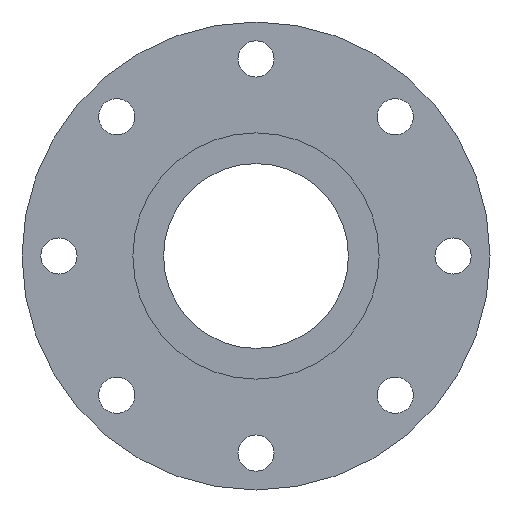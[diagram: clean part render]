
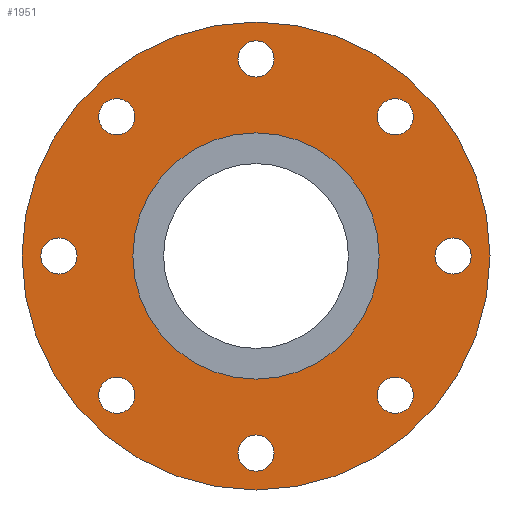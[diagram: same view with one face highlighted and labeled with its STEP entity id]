
A CAD part, left-side view. The second image highlights one B-rep face of the part: STEP entity #1951.
In plain terms, the highlighted planar face has unit normal (-1, 0, 0).
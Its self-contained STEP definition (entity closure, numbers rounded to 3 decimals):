
#276=PLANE('',#2168);
#373=FACE_BOUND('',#671,.T.);
#374=FACE_BOUND('',#672,.T.);
#375=FACE_BOUND('',#673,.T.);
#376=FACE_BOUND('',#674,.T.);
#377=FACE_BOUND('',#675,.T.);
#378=FACE_BOUND('',#676,.T.);
#379=FACE_BOUND('',#677,.T.);
#380=FACE_BOUND('',#678,.T.);
#381=FACE_BOUND('',#679,.T.);
#505=FACE_OUTER_BOUND('',#670,.T.);
#670=EDGE_LOOP('',(#1661));
#671=EDGE_LOOP('',(#1662));
#672=EDGE_LOOP('',(#1663));
#673=EDGE_LOOP('',(#1664));
#674=EDGE_LOOP('',(#1665));
#675=EDGE_LOOP('',(#1666));
#676=EDGE_LOOP('',(#1667));
#677=EDGE_LOOP('',(#1668));
#678=EDGE_LOOP('',(#1669));
#679=EDGE_LOOP('',(#1670));
#729=CIRCLE('',#2000,11.);
#730=CIRCLE('',#2002,11.);
#731=CIRCLE('',#2004,11.);
#732=CIRCLE('',#2006,11.);
#733=CIRCLE('',#2008,11.);
#734=CIRCLE('',#2010,11.);
#735=CIRCLE('',#2012,11.);
#739=CIRCLE('',#2019,11.);
#806=CIRCLE('',#2167,75.);
#807=CIRCLE('',#2169,142.5);
#836=VERTEX_POINT('',#2789);
#837=VERTEX_POINT('',#2792);
#838=VERTEX_POINT('',#2795);
#839=VERTEX_POINT('',#2798);
#840=VERTEX_POINT('',#2801);
#841=VERTEX_POINT('',#2804);
#842=VERTEX_POINT('',#2807);
#846=VERTEX_POINT('',#2818);
#985=VERTEX_POINT('',#3297);
#986=VERTEX_POINT('',#3300);
#1015=EDGE_CURVE('',#836,#836,#729,.T.);
#1016=EDGE_CURVE('',#837,#837,#730,.T.);
#1017=EDGE_CURVE('',#838,#838,#731,.T.);
#1018=EDGE_CURVE('',#839,#839,#732,.T.);
#1019=EDGE_CURVE('',#840,#840,#733,.T.);
#1020=EDGE_CURVE('',#841,#841,#734,.T.);
#1021=EDGE_CURVE('',#842,#842,#735,.T.);
#1025=EDGE_CURVE('',#846,#846,#739,.T.);
#1220=EDGE_CURVE('',#985,#985,#806,.T.);
#1221=EDGE_CURVE('',#986,#986,#807,.T.);
#1661=ORIENTED_EDGE('',*,*,#1221,.F.);
#1662=ORIENTED_EDGE('',*,*,#1015,.T.);
#1663=ORIENTED_EDGE('',*,*,#1016,.T.);
#1664=ORIENTED_EDGE('',*,*,#1017,.T.);
#1665=ORIENTED_EDGE('',*,*,#1018,.T.);
#1666=ORIENTED_EDGE('',*,*,#1019,.T.);
#1667=ORIENTED_EDGE('',*,*,#1020,.T.);
#1668=ORIENTED_EDGE('',*,*,#1021,.T.);
#1669=ORIENTED_EDGE('',*,*,#1025,.T.);
#1670=ORIENTED_EDGE('',*,*,#1220,.T.);
#1951=ADVANCED_FACE('',(#505,#373,#374,#375,#376,#377,#378,#379,#380,#381),
#276,.T.);
#2000=AXIS2_PLACEMENT_3D('',#2790,#2261,#2262);
#2002=AXIS2_PLACEMENT_3D('',#2793,#2265,#2266);
#2004=AXIS2_PLACEMENT_3D('',#2796,#2269,#2270);
#2006=AXIS2_PLACEMENT_3D('',#2799,#2273,#2274);
#2008=AXIS2_PLACEMENT_3D('',#2802,#2277,#2278);
#2010=AXIS2_PLACEMENT_3D('',#2805,#2281,#2282);
#2012=AXIS2_PLACEMENT_3D('',#2808,#2285,#2286);
#2019=AXIS2_PLACEMENT_3D('',#2819,#2299,#2300);
#2167=AXIS2_PLACEMENT_3D('',#3298,#2691,#2692);
#2168=AXIS2_PLACEMENT_3D('',#3299,#2693,#2694);
#2169=AXIS2_PLACEMENT_3D('',#3301,#2695,#2696);
#2261=DIRECTION('center_axis',(1.,0.,0.));
#2262=DIRECTION('ref_axis',(0.,-0.707,-0.707));
#2265=DIRECTION('center_axis',(1.,0.,0.));
#2266=DIRECTION('ref_axis',(0.,-1.,0.));
#2269=DIRECTION('center_axis',(1.,0.,0.));
#2270=DIRECTION('ref_axis',(0.,-0.707,0.707));
#2273=DIRECTION('center_axis',(1.,0.,0.));
#2274=DIRECTION('ref_axis',(0.,0.,1.));
#2277=DIRECTION('center_axis',(1.,0.,0.));
#2278=DIRECTION('ref_axis',(0.,0.707,0.707));
#2281=DIRECTION('center_axis',(1.,0.,0.));
#2282=DIRECTION('ref_axis',(0.,1.,0.));
#2285=DIRECTION('center_axis',(1.,0.,0.));
#2286=DIRECTION('ref_axis',(0.,0.707,-0.707));
#2299=DIRECTION('center_axis',(1.,0.,0.));
#2300=DIRECTION('ref_axis',(0.,0.,-1.));
#2691=DIRECTION('center_axis',(1.,0.,0.));
#2692=DIRECTION('ref_axis',(0.,0.,-1.));
#2693=DIRECTION('center_axis',(-1.,0.,0.));
#2694=DIRECTION('ref_axis',(0.,0.,1.));
#2695=DIRECTION('center_axis',(1.,0.,0.));
#2696=DIRECTION('ref_axis',(0.,0.,-1.));
#2789=CARTESIAN_POINT('',(0.,92.631,-77.075));
#2790=CARTESIAN_POINT('Origin',(0.,84.853,
-84.853));
#2792=CARTESIAN_POINT('',(0.,11.,-120.));
#2793=CARTESIAN_POINT('Origin',(0.,0.,
-120.));
#2795=CARTESIAN_POINT('',(0.,-77.075,-92.631));
#2796=CARTESIAN_POINT('Origin',(0.,-84.853,
-84.853));
#2798=CARTESIAN_POINT('',(0.,-120.,-11.));
#2799=CARTESIAN_POINT('Origin',(0.,-120.,0.));
#2801=CARTESIAN_POINT('',(0.,-92.631,77.075));
#2802=CARTESIAN_POINT('Origin',(0.,-84.853,
84.853));
#2804=CARTESIAN_POINT('',(0.,-11.,120.));
#2805=CARTESIAN_POINT('Origin',(0.,0.,120.));
#2807=CARTESIAN_POINT('',(0.,77.075,92.631));
#2808=CARTESIAN_POINT('Origin',(0.,84.853,
84.853));
#2818=CARTESIAN_POINT('',(0.,120.,11.));
#2819=CARTESIAN_POINT('Origin',(0.,120.,0.));
#3297=CARTESIAN_POINT('',(0.,75.,0.));
#3298=CARTESIAN_POINT('Origin',(0.,0.,0.));
#3299=CARTESIAN_POINT('Origin',(0.,142.5,0.));
#3300=CARTESIAN_POINT('',(0.,142.5,0.));
#3301=CARTESIAN_POINT('Origin',(0.,0.,0.));
